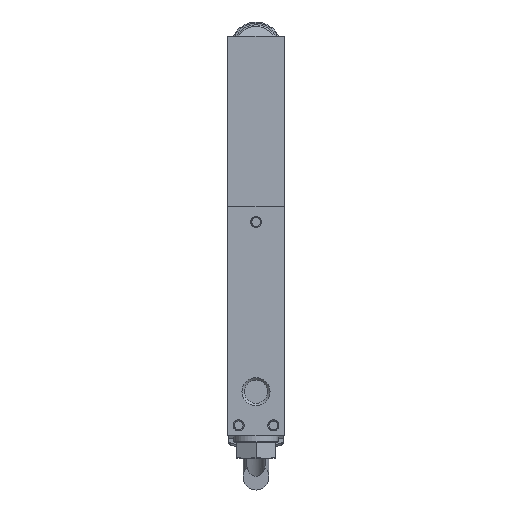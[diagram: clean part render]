
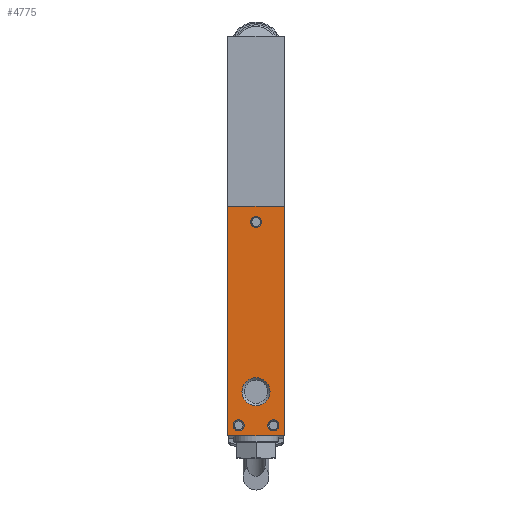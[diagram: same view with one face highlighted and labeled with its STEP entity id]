
A CAD part, front view. The second image highlights one B-rep face of the part: STEP entity #4775.
In plain terms, the highlighted planar face has unit normal (0, -1, 0).
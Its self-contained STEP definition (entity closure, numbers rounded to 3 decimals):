
#134=PLANE('',#5080);
#336=LINE('',#6878,#636);
#377=LINE('',#6976,#677);
#378=LINE('',#6978,#678);
#379=LINE('',#6980,#679);
#636=VECTOR('',#5586,1000.);
#677=VECTOR('',#5657,1000.);
#678=VECTOR('',#5658,1000.);
#679=VECTOR('',#5659,1000.);
#990=ORIENTED_EDGE('',*,*,#2055,.T.);
#991=ORIENTED_EDGE('',*,*,#2056,.T.);
#992=ORIENTED_EDGE('',*,*,#2057,.T.);
#993=ORIENTED_EDGE('',*,*,#2058,.T.);
#994=ORIENTED_EDGE('',*,*,#2059,.T.);
#995=ORIENTED_EDGE('',*,*,#2060,.F.);
#996=ORIENTED_EDGE('',*,*,#2061,.F.);
#997=ORIENTED_EDGE('',*,*,#2011,.T.);
#2011=EDGE_CURVE('',#2546,#2545,#336,.T.);
#2055=EDGE_CURVE('',#2584,#2584,#2915,.T.);
#2056=EDGE_CURVE('',#2585,#2585,#2916,.T.);
#2057=EDGE_CURVE('',#2586,#2586,#2917,.T.);
#2058=EDGE_CURVE('',#2587,#2587,#2918,.T.);
#2059=EDGE_CURVE('',#2545,#2588,#377,.T.);
#2060=EDGE_CURVE('',#2589,#2588,#378,.T.);
#2061=EDGE_CURVE('',#2546,#2589,#379,.T.);
#2545=VERTEX_POINT('',#6877);
#2546=VERTEX_POINT('',#6879);
#2584=VERTEX_POINT('',#6969);
#2585=VERTEX_POINT('',#6971);
#2586=VERTEX_POINT('',#6973);
#2587=VERTEX_POINT('',#6975);
#2588=VERTEX_POINT('',#6977);
#2589=VERTEX_POINT('',#6979);
#2915=CIRCLE('',#5081,1.);
#2916=CIRCLE('',#5082,1.);
#2917=CIRCLE('',#5083,1.);
#2918=CIRCLE('',#5084,2.5);
#3109=EDGE_LOOP('',(#990));
#3110=EDGE_LOOP('',(#991));
#3111=EDGE_LOOP('',(#992));
#3112=EDGE_LOOP('',(#993));
#3113=EDGE_LOOP('',(#994,#995,#996,#997));
#3509=FACE_BOUND('',#3109,.T.);
#3510=FACE_BOUND('',#3110,.T.);
#3511=FACE_BOUND('',#3111,.T.);
#3512=FACE_BOUND('',#3112,.T.);
#3513=FACE_BOUND('',#3113,.T.);
#4775=ADVANCED_FACE('',(#3509,#3510,#3511,#3512,#3513),#134,.F.);
#5080=AXIS2_PLACEMENT_3D('',#6967,#5647,#5648);
#5081=AXIS2_PLACEMENT_3D('',#6968,#5649,#5650);
#5082=AXIS2_PLACEMENT_3D('',#6970,#5651,#5652);
#5083=AXIS2_PLACEMENT_3D('',#6972,#5653,#5654);
#5084=AXIS2_PLACEMENT_3D('',#6974,#5655,#5656);
#5586=DIRECTION('',(0.,0.,-1.));
#5647=DIRECTION('',(0.,1.,0.));
#5648=DIRECTION('',(0.,0.,1.));
#5649=DIRECTION('',(0.,1.,0.));
#5650=DIRECTION('',(0.,0.,1.));
#5651=DIRECTION('',(0.,1.,0.));
#5652=DIRECTION('',(0.,0.,1.));
#5653=DIRECTION('',(0.,1.,0.));
#5654=DIRECTION('',(0.,0.,1.));
#5655=DIRECTION('',(0.,1.,0.));
#5656=DIRECTION('',(0.,0.,1.));
#5657=DIRECTION('',(1.,0.,0.));
#5658=DIRECTION('',(0.,0.,-1.));
#5659=DIRECTION('',(1.,0.,0.));
#6877=CARTESIAN_POINT('',(-41.,0.,-5.));
#6878=CARTESIAN_POINT('',(-41.,0.,5.));
#6879=CARTESIAN_POINT('',(-41.,0.,5.));
#6967=CARTESIAN_POINT('',(-41.,0.,5.));
#6968=CARTESIAN_POINT('',(-38.2,0.,0.));
#6969=CARTESIAN_POINT('',(-38.2,0.,1.));
#6970=CARTESIAN_POINT('',(-1.9,0.,3.1));
#6971=CARTESIAN_POINT('',(-1.9,0.,4.1));
#6972=CARTESIAN_POINT('',(-1.9,0.,-3.1));
#6973=CARTESIAN_POINT('',(-1.9,0.,-2.1));
#6974=CARTESIAN_POINT('',(-7.9,0.,0.));
#6975=CARTESIAN_POINT('',(-7.9,0.,2.5));
#6976=CARTESIAN_POINT('',(-41.,0.,-5.));
#6977=CARTESIAN_POINT('',(0.,0.,-5.));
#6978=CARTESIAN_POINT('',(0.,0.,5.));
#6979=CARTESIAN_POINT('',(0.,0.,5.));
#6980=CARTESIAN_POINT('',(-41.,0.,5.));
